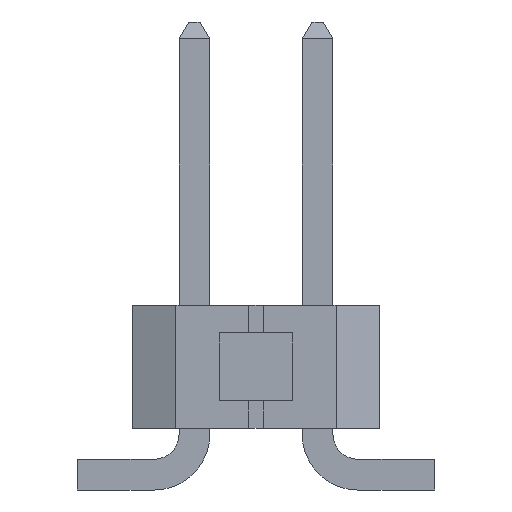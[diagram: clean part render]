
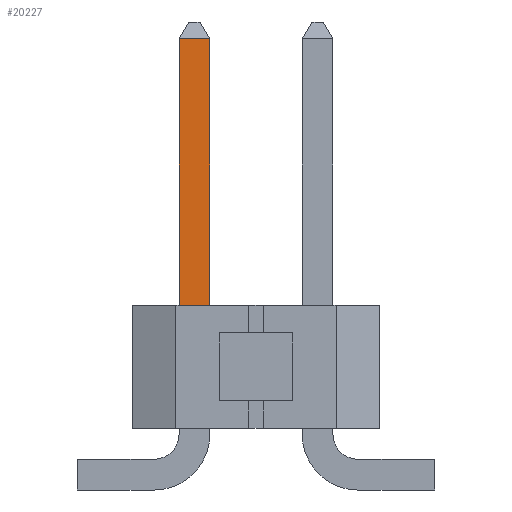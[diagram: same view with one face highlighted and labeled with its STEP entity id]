
A CAD part, left-side view. The second image highlights one B-rep face of the part: STEP entity #20227.
In plain terms, the highlighted planar face has unit normal (-1, 0, 0).
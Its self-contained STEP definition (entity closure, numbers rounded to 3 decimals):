
#1282 = VERTEX_POINT ( 'NONE', #4023 ) ;
#1321 = PLANE ( 'NONE',  #5338 ) ;
#1353 = CARTESIAN_POINT ( 'NONE',  ( -9.207, 2.098, 9.304 ) ) ;
#1877 = VERTEX_POINT ( 'NONE', #11662 ) ;
#1986 = DIRECTION ( 'NONE',  ( 0., 0., -1. ) ) ;
#2109 = LINE ( 'NONE', #1353, #14341 ) ;
#2703 = LINE ( 'NONE', #6100, #23539 ) ;
#3508 = EDGE_CURVE ( 'NONE', #1877, #8584, #2703, .T. ) ;
#3585 = FACE_OUTER_BOUND ( 'NONE', #6284, .T. ) ;
#3629 = ORIENTED_EDGE ( 'NONE', *, *, #24566, .F. ) ;
#4010 = EDGE_CURVE ( 'NONE', #8584, #1282, #18853, .T. ) ;
#4023 = CARTESIAN_POINT ( 'NONE',  ( -9.207, 1.588, 3.81 ) ) ;
#4700 = DIRECTION ( 'NONE',  ( 0., 1., 0. ) ) ;
#4943 = VECTOR ( 'NONE', #20247, 1000. ) ;
#5170 = ORIENTED_EDGE ( 'NONE', *, *, #8376, .T. ) ;
#5338 = AXIS2_PLACEMENT_3D ( 'NONE', #16963, #8997, #14802 ) ;
#5619 = ORIENTED_EDGE ( 'NONE', *, *, #3508, .F. ) ;
#6100 = CARTESIAN_POINT ( 'NONE',  ( -9.207, 0.953, 1.145 ) ) ;
#6284 = EDGE_LOOP ( 'NONE', ( #5619, #5170, #3629, #18758 ) ) ;
#7275 = CARTESIAN_POINT ( 'NONE',  ( -9.207, 0.953, 3.81 ) ) ;
#8376 = EDGE_CURVE ( 'NONE', #1877, #22534, #2109, .T. ) ;
#8584 = VERTEX_POINT ( 'NONE', #7275 ) ;
#8997 = DIRECTION ( 'NONE',  ( 1., 0., 0. ) ) ;
#9192 = LINE ( 'NONE', #16577, #4943 ) ;
#11662 = CARTESIAN_POINT ( 'NONE',  ( -9.207, 0.953, 9.304 ) ) ;
#12530 = CARTESIAN_POINT ( 'NONE',  ( -9.207, 0., 3.81 ) ) ;
#14341 = VECTOR ( 'NONE', #21193, 1000. ) ;
#14802 = DIRECTION ( 'NONE',  ( 0., 0., -1. ) ) ;
#16577 = CARTESIAN_POINT ( 'NONE',  ( -9.207, 1.588, 9.65 ) ) ;
#16963 = CARTESIAN_POINT ( 'NONE',  ( -9.207, 2.098, 1.145 ) ) ;
#18758 = ORIENTED_EDGE ( 'NONE', *, *, #4010, .F. ) ;
#18853 = LINE ( 'NONE', #12530, #20379 ) ;
#19435 = CARTESIAN_POINT ( 'NONE',  ( -9.207, 1.588, 9.304 ) ) ;
#20227 = ADVANCED_FACE ( 'NONE', ( #3585 ), #1321, .F. ) ;
#20247 = DIRECTION ( 'NONE',  ( 0., 0., 1. ) ) ;
#20379 = VECTOR ( 'NONE', #4700, 1000. ) ;
#21193 = DIRECTION ( 'NONE',  ( 0., 1., 0. ) ) ;
#22534 = VERTEX_POINT ( 'NONE', #19435 ) ;
#23539 = VECTOR ( 'NONE', #1986, 1000. ) ;
#24566 = EDGE_CURVE ( 'NONE', #1282, #22534, #9192, .T. ) ;
